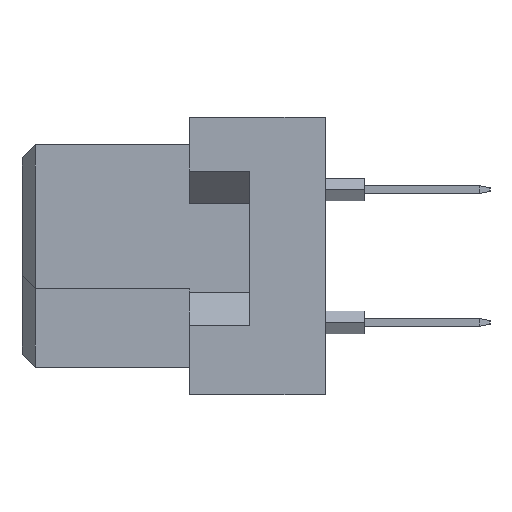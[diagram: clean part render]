
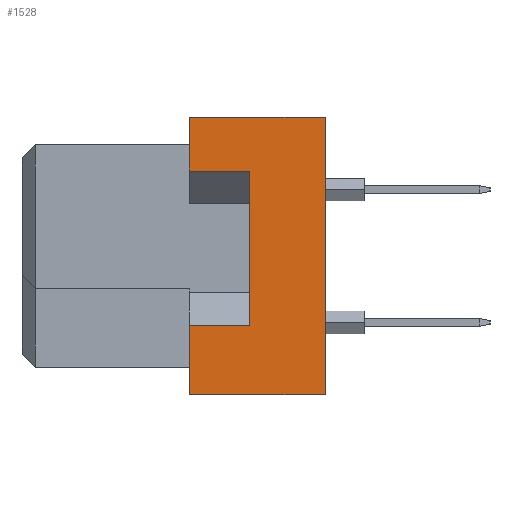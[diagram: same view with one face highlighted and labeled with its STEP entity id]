
A CAD part, left-side view. The second image highlights one B-rep face of the part: STEP entity #1528.
In plain terms, the highlighted planar face has unit normal (-1, 0, 0).
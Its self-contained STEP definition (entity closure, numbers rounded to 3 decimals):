
#13 = CARTESIAN_POINT ( 'NONE',  ( -47.5, -11.6, 5.3 ) ) ;
#21 = CARTESIAN_POINT ( 'NONE',  ( -47.5, -8.7, 3.25 ) ) ;
#493 = ORIENTED_EDGE ( 'NONE', *, *, #22696, .T. ) ;
#810 = VECTOR ( 'NONE', #13658, 1000. ) ;
#833 = DIRECTION ( 'NONE',  ( 0., 0., 1. ) ) ;
#1095 = EDGE_CURVE ( 'NONE', #25576, #37861, #33920, .T. ) ;
#1528 = ADVANCED_FACE ( 'NONE', ( #19078 ), #31305, .T. ) ;
#1560 = DIRECTION ( 'NONE',  ( 0., 0., 1. ) ) ;
#2697 = DIRECTION ( 'NONE',  ( 0., 1., 0. ) ) ;
#2982 = LINE ( 'NONE', #13, #3711 ) ;
#3711 = VECTOR ( 'NONE', #24032, 1000. ) ;
#3953 = AXIS2_PLACEMENT_3D ( 'NONE', #7658, #7269, #1560 ) ;
#4666 = CARTESIAN_POINT ( 'NONE',  ( -47.5, -6.4, 5.3 ) ) ;
#4882 = LINE ( 'NONE', #38551, #7807 ) ;
#5317 = CARTESIAN_POINT ( 'NONE',  ( -47.5, -8.7, -2.65 ) ) ;
#6370 = EDGE_CURVE ( 'NONE', #37978, #25100, #2982, .T. ) ;
#6477 = CARTESIAN_POINT ( 'NONE',  ( -47.5, -6.4, -5.3 ) ) ;
#7269 = DIRECTION ( 'NONE',  ( -1., 0., 0. ) ) ;
#7416 = ORIENTED_EDGE ( 'NONE', *, *, #1095, .F. ) ;
#7658 = CARTESIAN_POINT ( 'NONE',  ( -47.5, -11.6, 5.3 ) ) ;
#7807 = VECTOR ( 'NONE', #14138, 1000. ) ;
#9828 = CARTESIAN_POINT ( 'NONE',  ( -47.5, -11.6, -5.3 ) ) ;
#11563 = LINE ( 'NONE', #35399, #26511 ) ;
#11623 = VERTEX_POINT ( 'NONE', #33351 ) ;
#12471 = EDGE_CURVE ( 'NONE', #11623, #25100, #21039, .T. ) ;
#12763 = EDGE_LOOP ( 'NONE', ( #22317, #7416, #35932, #493, #25489, #33414, #37626, #38589 ) ) ;
#13493 = VERTEX_POINT ( 'NONE', #5317 ) ;
#13658 = DIRECTION ( 'NONE',  ( 0., 0., 1. ) ) ;
#14138 = DIRECTION ( 'NONE',  ( 0., 0., 1. ) ) ;
#15865 = CARTESIAN_POINT ( 'NONE',  ( -47.5, -8.7, 3.25 ) ) ;
#15976 = VERTEX_POINT ( 'NONE', #9828 ) ;
#16146 = DIRECTION ( 'NONE',  ( 0., 1., 0. ) ) ;
#18141 = LINE ( 'NONE', #21, #24092 ) ;
#18460 = VECTOR ( 'NONE', #833, 1000. ) ;
#18482 = DIRECTION ( 'NONE',  ( 0., 0., 1. ) ) ;
#18890 = LINE ( 'NONE', #27957, #33088 ) ;
#18981 = VECTOR ( 'NONE', #18482, 1000. ) ;
#19078 = FACE_OUTER_BOUND ( 'NONE', #12763, .T. ) ;
#20774 = EDGE_CURVE ( 'NONE', #28010, #11623, #18141, .T. ) ;
#21039 = LINE ( 'NONE', #6477, #18981 ) ;
#22317 = ORIENTED_EDGE ( 'NONE', *, *, #27809, .T. ) ;
#22696 = EDGE_CURVE ( 'NONE', #15976, #37978, #4882, .T. ) ;
#24032 = DIRECTION ( 'NONE',  ( 0., 1., 0. ) ) ;
#24092 = VECTOR ( 'NONE', #33307, 1000. ) ;
#25067 = CARTESIAN_POINT ( 'NONE',  ( -47.5, -8.7, -2.65 ) ) ;
#25100 = VERTEX_POINT ( 'NONE', #4666 ) ;
#25489 = ORIENTED_EDGE ( 'NONE', *, *, #6370, .T. ) ;
#25576 = VERTEX_POINT ( 'NONE', #30639 ) ;
#26391 = EDGE_CURVE ( 'NONE', #15976, #25576, #18890, .T. ) ;
#26511 = VECTOR ( 'NONE', #2697, 1000. ) ;
#27749 = CARTESIAN_POINT ( 'NONE',  ( -47.5, -11.6, 5.3 ) ) ;
#27809 = EDGE_CURVE ( 'NONE', #13493, #37861, #11563, .T. ) ;
#27957 = CARTESIAN_POINT ( 'NONE',  ( -47.5, -11.6, -5.3 ) ) ;
#28010 = VERTEX_POINT ( 'NONE', #15865 ) ;
#30639 = CARTESIAN_POINT ( 'NONE',  ( -47.5, -6.4, -5.3 ) ) ;
#31305 = PLANE ( 'NONE',  #3953 ) ;
#32325 = CARTESIAN_POINT ( 'NONE',  ( -47.5, -6.4, -2.65 ) ) ;
#33088 = VECTOR ( 'NONE', #16146, 1000. ) ;
#33307 = DIRECTION ( 'NONE',  ( 0., 1., 0. ) ) ;
#33351 = CARTESIAN_POINT ( 'NONE',  ( -47.5, -6.4, 3.25 ) ) ;
#33414 = ORIENTED_EDGE ( 'NONE', *, *, #12471, .F. ) ;
#33920 = LINE ( 'NONE', #36881, #18460 ) ;
#34820 = EDGE_CURVE ( 'NONE', #13493, #28010, #37872, .T. ) ;
#35399 = CARTESIAN_POINT ( 'NONE',  ( -47.5, -8.7, -2.65 ) ) ;
#35932 = ORIENTED_EDGE ( 'NONE', *, *, #26391, .F. ) ;
#36881 = CARTESIAN_POINT ( 'NONE',  ( -47.5, -6.4, -5.3 ) ) ;
#37626 = ORIENTED_EDGE ( 'NONE', *, *, #20774, .F. ) ;
#37861 = VERTEX_POINT ( 'NONE', #32325 ) ;
#37872 = LINE ( 'NONE', #25067, #810 ) ;
#37978 = VERTEX_POINT ( 'NONE', #27749 ) ;
#38551 = CARTESIAN_POINT ( 'NONE',  ( -47.5, -11.6, 5.3 ) ) ;
#38589 = ORIENTED_EDGE ( 'NONE', *, *, #34820, .F. ) ;
